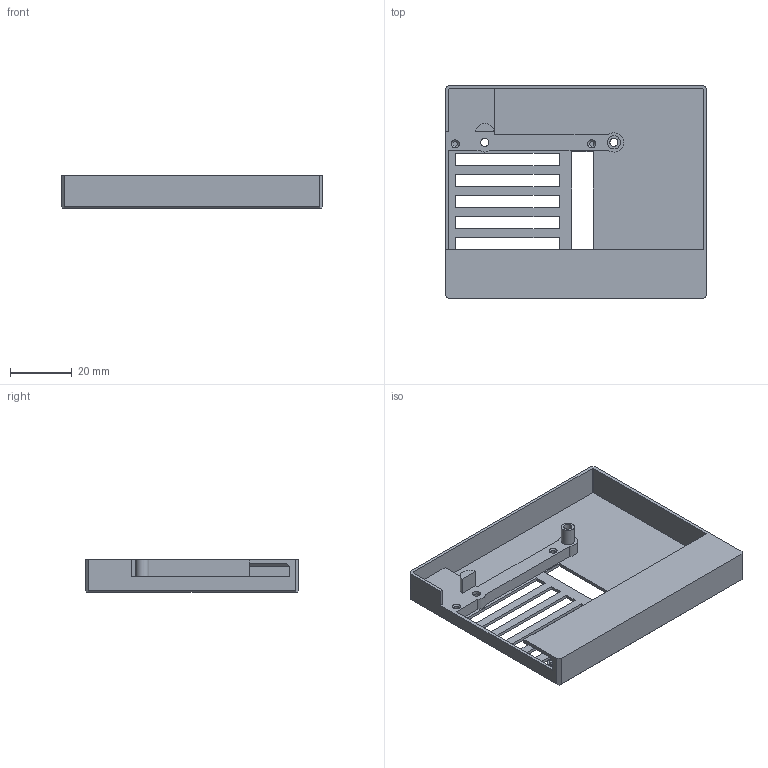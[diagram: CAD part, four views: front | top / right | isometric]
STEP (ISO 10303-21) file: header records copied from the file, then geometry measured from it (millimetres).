
FILE_DESCRIPTION(/* description */ ('','CAx-IF Rec.Pracs.---Representation and Presentation of Product Manufacturing Information (PMI)---4.0---2014-10-13'),/* implementation_level */ '2;1');
FILE_NAME(/* name */ 'Cardputer_LLM v29.step',/* time_stamp */ '2025-02-01T22:02:51+09:00',/* author */ (''),/* organization */ (''),/* preprocessor_version */ 'ST-DEVELOPER v20',/* originating_system */ 'Autodesk Translation Framework v13.20.0.188',/* authorisation */ '');
FILE_SCHEMA (('AP242_MANAGED_MODEL_BASED_3D_ENGINEERING_MIM_LF { 1 0 10303 442 1 1 4 }'));
Length unit declared in the file: millimetre
Products named in the file (1): Cardputer_LLM
Bounding box: 84.5 x 69 x 10.6 mm (x, y, z)
Volume: 16225.5 mm3; surface area: 17476.1 mm2
Topology: 1 solids, 1 shells, 94 faces, 241 edges, 157 vertices
Faces by surface type: plane 74, cylinder 14, cone 6
Full cylindrical faces by diameter (mm): 1.6 x4, 2.6 x2, 4.2 x3
Entity records: 2880 total; most frequent: CARTESIAN_POINT 493, ORIENTED_EDGE 482, DIRECTION 465, EDGE_CURVE 241, LINE 207, VECTOR 207, VERTEX_POINT 157, AXIS2_PLACEMENT_3D 129
